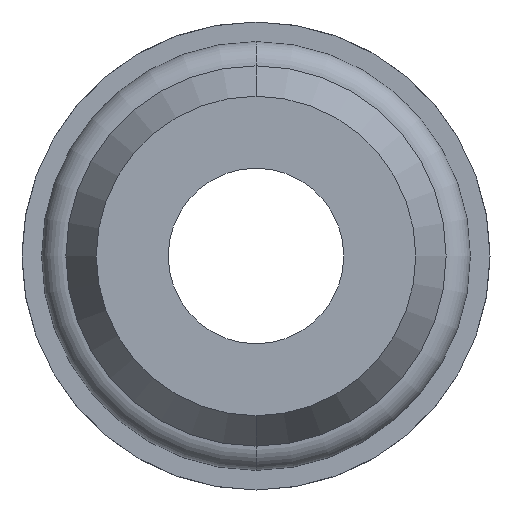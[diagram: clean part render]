
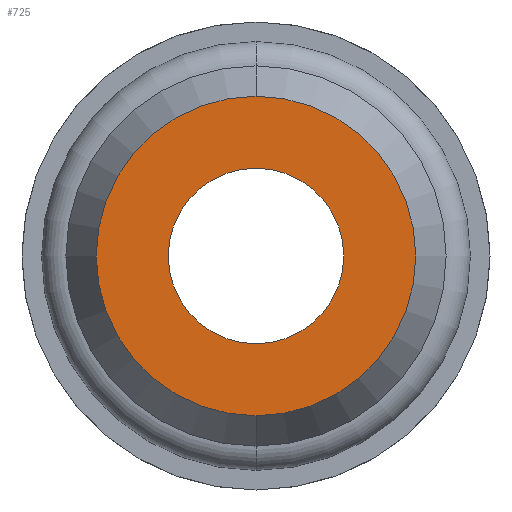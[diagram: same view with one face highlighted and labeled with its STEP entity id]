
A CAD part, front view. The second image highlights one B-rep face of the part: STEP entity #725.
In plain terms, the highlighted planar face has unit normal (0, -1, 0).
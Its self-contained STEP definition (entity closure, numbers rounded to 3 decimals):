
#191 = CARTESIAN_POINT ( 'NONE',  ( 0., 0., 0. ) ) ;
#198 = DIRECTION ( 'NONE',  ( 0., 0., -1. ) ) ;
#199 = CIRCLE ( 'NONE', #202, 5.461 ) ;
#201 = CARTESIAN_POINT ( 'NONE',  ( 0., 0., -5.461 ) ) ;
#202 = AXIS2_PLACEMENT_3D ( 'NONE', #191, #203, #198 ) ;
#203 = DIRECTION ( 'NONE',  ( 0., -1., 0. ) ) ;
#226 = CARTESIAN_POINT ( 'NONE',  ( 0., 0., 5.461 ) ) ;
#257 = DIRECTION ( 'NONE',  ( 0., -1., 0. ) ) ;
#258 = CARTESIAN_POINT ( 'NONE',  ( 0., 0., 0. ) ) ;
#260 = DIRECTION ( 'NONE',  ( 0., 0., -1. ) ) ;
#271 = AXIS2_PLACEMENT_3D ( 'NONE', #258, #257, #260 ) ;
#272 = CIRCLE ( 'NONE', #271, 3. ) ;
#297 = CARTESIAN_POINT ( 'NONE',  ( 0., 0., 3. ) ) ;
#552 = EDGE_CURVE ( 'NONE', #555, #569, #199, .T. ) ;
#555 = VERTEX_POINT ( 'NONE', #201 ) ;
#569 = VERTEX_POINT ( 'NONE', #226 ) ;
#602 = EDGE_CURVE ( 'NONE', #621, #699, #272, .T. ) ;
#621 = VERTEX_POINT ( 'NONE', #297 ) ;
#699 = VERTEX_POINT ( 'NONE', #759 ) ;
#714 = EDGE_CURVE ( 'NONE', #699, #621, #915, .T. ) ;
#715 = EDGE_CURVE ( 'NONE', #569, #555, #874, .T. ) ;
#718 = ORIENTED_EDGE ( 'NONE', *, *, #602, .F. ) ;
#719 = EDGE_LOOP ( 'NONE', ( #724, #718 ) ) ;
#720 = ORIENTED_EDGE ( 'NONE', *, *, #552, .T. ) ;
#722 = EDGE_LOOP ( 'NONE', ( #723, #720 ) ) ;
#723 = ORIENTED_EDGE ( 'NONE', *, *, #715, .T. ) ;
#724 = ORIENTED_EDGE ( 'NONE', *, *, #714, .F. ) ;
#725 = ADVANCED_FACE ( 'NONE', ( #875, #881 ), #908, .T. ) ;
#759 = CARTESIAN_POINT ( 'NONE',  ( 0., 0., -3. ) ) ;
#860 = CARTESIAN_POINT ( 'NONE',  ( 0., 0., 0. ) ) ;
#861 = DIRECTION ( 'NONE',  ( 0., 0., -1. ) ) ;
#874 = CIRCLE ( 'NONE', #920, 5.461 ) ;
#875 = FACE_BOUND ( 'NONE', #719, .T. ) ;
#876 = AXIS2_PLACEMENT_3D ( 'NONE', #880, #879, #898 ) ;
#879 = DIRECTION ( 'NONE',  ( 0., -1., 0. ) ) ;
#880 = CARTESIAN_POINT ( 'NONE',  ( 0., 0., 0. ) ) ;
#881 = FACE_OUTER_BOUND ( 'NONE', #722, .T. ) ;
#882 = AXIS2_PLACEMENT_3D ( 'NONE', #917, #916, #861 ) ;
#898 = DIRECTION ( 'NONE',  ( 0., 0., -1. ) ) ;
#908 = PLANE ( 'NONE',  #876 ) ;
#915 = CIRCLE ( 'NONE', #882, 3. ) ;
#916 = DIRECTION ( 'NONE',  ( 0., -1., 0. ) ) ;
#917 = CARTESIAN_POINT ( 'NONE',  ( 0., 0., 0. ) ) ;
#918 = DIRECTION ( 'NONE',  ( 0., 0., -1. ) ) ;
#919 = DIRECTION ( 'NONE',  ( 0., -1., 0. ) ) ;
#920 = AXIS2_PLACEMENT_3D ( 'NONE', #860, #919, #918 ) ;
